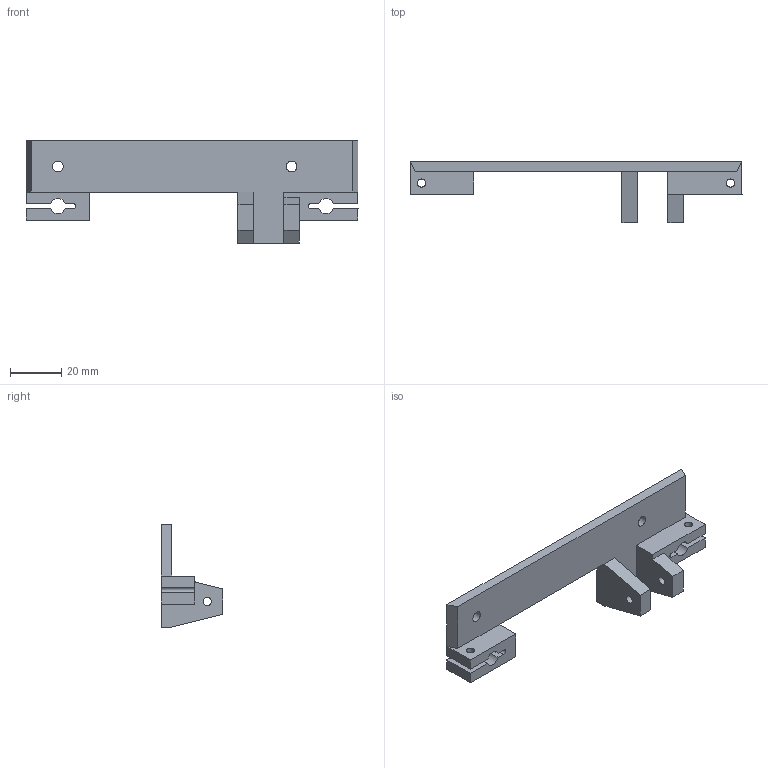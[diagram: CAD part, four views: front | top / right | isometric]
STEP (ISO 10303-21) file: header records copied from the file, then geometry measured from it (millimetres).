
FILE_DESCRIPTION(('FreeCAD Model'),'2;1');
FILE_NAME('y-idler.step', '2014-10-27T17:57:38',('FreeCAD'),('FreeCAD'), 'Open CASCADE STEP processor 6.5','FreeCAD','Unknown');
FILE_SCHEMA(('AUTOMOTIVE_DESIGN_CC2 { 1 2 10303 214 -1 1 5 4 }'));
Length unit declared in the file: millimetre
Products named in the file (1): y-idler
Bounding box: 130 x 24 x 40 mm (x, y, z)
Volume: 20834.3 mm3; surface area: 12416.5 mm2
Topology: 1 solids, 1 shells, 52 faces, 149 edges, 100 vertices
Faces by surface type: plane 37, cylinder 15
Full cylindrical faces by diameter (mm): 3.2 x6, 4.2 x2, 6.2 x1
Entity records: 3714 total; most frequent: CARTESIAN_POINT 768, DIRECTION 528, LINE 333, VECTOR 333, ORIENTED_EDGE 298, PCURVE 298, DEFINITIONAL_REPRESENTATION 298, EDGE_CURVE 149
